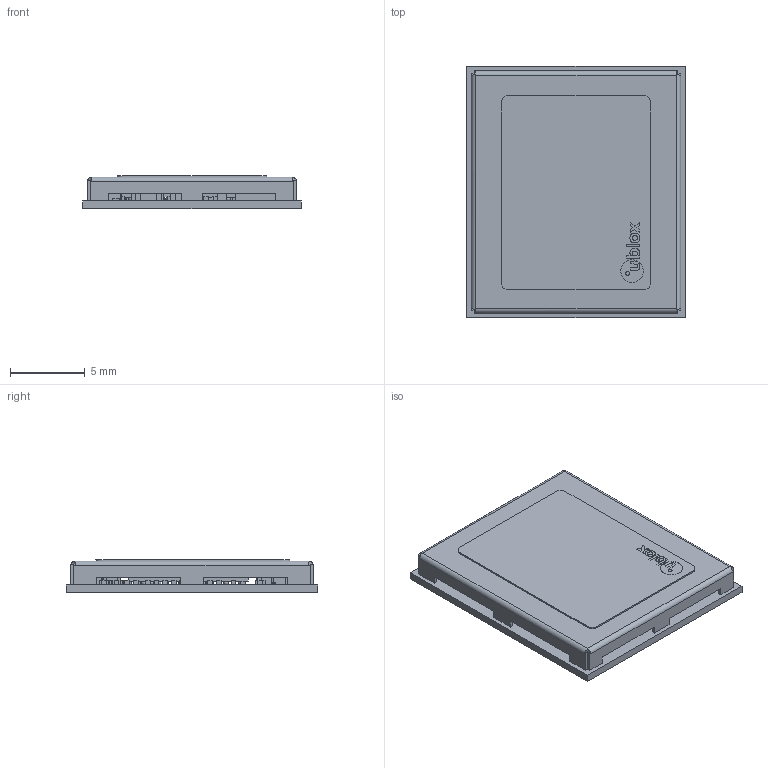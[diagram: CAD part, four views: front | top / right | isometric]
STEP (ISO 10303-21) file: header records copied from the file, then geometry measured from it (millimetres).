
FILE_DESCRIPTION(('Open CASCADE Model'),'2;1');
FILE_NAME('Open CASCADE Shape Model','2023-05-06T15:46:53',('Author'),( 'Open CASCADE'),'Open CASCADE STEP processor 6.8','Open CASCADE 6.8' ,'Unknown');
FILE_SCHEMA(('AUTOMOTIVE_DESIGN { 1 0 10303 214 1 1 1 1 }'));
Length unit declared in the file: millimetre
Products named in the file (155): PCB; Board; Open CASCADE STEP translator 6.8 2.1.1; C59; 6491186784; Extruded; 6491186064; F1; 6491185904; 6491187184; C63; 6491188064; 6491187904; E1; Label_13x10mm; NAUO1; NAUO2; NAUO7; NAUO6; NAUO5; NAUO4; NAUO3; IRIS-W1_Shieldcan_RGB15987699; Shield_box; Part49; C62; C61; R3; 6491185344; 6491185104; R2; U4; 6488650752; U3; 6488653072; 6488652832; Cylinder; U2; 6042337920; U1 ...
Assembly tree (470 placements, depth 5):
  PCB
    Board
      Open CASCADE STEP translator 6.8 2.1.1
    C59
      6491186784  x2
        Extruded
      6491186064
        Extruded
    F1
      6491185904
        Extruded
      6491187184  x2
        Extruded
    C63
      6491188064
        Extruded
      6491187904  x2
        Extruded
    E1
      Label_13x10mm
        NAUO1
        NAUO2
          NAUO7
          NAUO6
          NAUO5
          NAUO4
          NAUO3
      IRIS-W1_Shieldcan_RGB15987699
        Shield_box
          Part49
    C62
      6491187184  x2
        Extruded
      6491186064
        Extruded
    C61
      6491187184  x2
        Extruded
      6491186064
        Extruded
    R3
      6491185344  x2
        Extruded
      6491185104
        Extruded
    R2
      6491185104
        Extruded
      6491185344  x2
        Extruded
    U4
      6488650752
        Extruded
    U3
      6488653072
        Extruded
      6488652832
        Cylinder
    U2
      6042337920
Bounding box: 14.6 x 16.8 x 2.22 mm (x, y, z)
Volume: 235.3 mm3; surface area: 1779.1 mm2
Topology: 370 solids, 370 shells, 1830 faces, 4075 edges, 2690 vertices
Faces by surface type: plane 1498, sphere 154, cylinder 99, bspline 55, torus 24
Full cylindrical faces by diameter (mm): 0.16 x2, 0.2 x1
Entity records: 28538 total; most frequent: CARTESIAN_POINT 4799, DIRECTION 3775, ORIENTED_EDGE 3146, EDGE_CURVE 1573, AXIS2_PLACEMENT_3D 1280, LINE 1215, VECTOR 1215, VERTEX_POINT 1024
